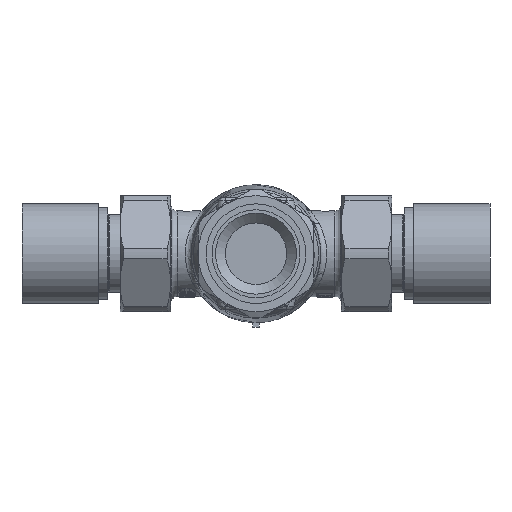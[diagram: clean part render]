
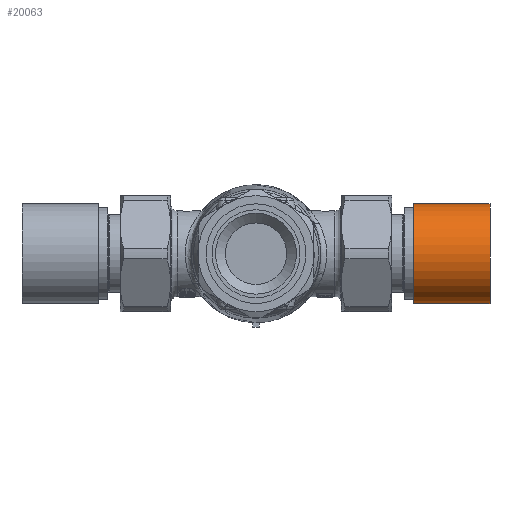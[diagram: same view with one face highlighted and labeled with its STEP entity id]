
A CAD part, front view. The second image highlights one B-rep face of the part: STEP entity #20063.
In plain terms, the highlighted cylindrical face has radius 16.256 mm (diameter 32.512 mm), a full revolution.
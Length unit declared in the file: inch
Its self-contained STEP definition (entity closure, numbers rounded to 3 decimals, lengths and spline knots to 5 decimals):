
#2439=FACE_OUTER_BOUND('',#3744,.T.);
#3744=EDGE_LOOP('',(#16872,#16873,#16874,#16875));
#4860=CIRCLE('',#22081,0.64);
#4861=CIRCLE('',#22082,0.64);
#5707=LINE('',#73817,#6515);
#6515=VECTOR('',#26832,0.64);
#8669=VERTEX_POINT('',#73814);
#8670=VERTEX_POINT('',#73816);
#11417=EDGE_CURVE('',#8669,#8669,#4860,.T.);
#11418=EDGE_CURVE('',#8669,#8670,#5707,.T.);
#11419=EDGE_CURVE('',#8670,#8670,#4861,.T.);
#16872=ORIENTED_EDGE('',*,*,#11417,.F.);
#16873=ORIENTED_EDGE('',*,*,#11418,.T.);
#16874=ORIENTED_EDGE('',*,*,#11419,.F.);
#16875=ORIENTED_EDGE('',*,*,#11418,.F.);
#17571=CYLINDRICAL_SURFACE('',#22080,0.64);
#20063=ADVANCED_FACE('',(#2439),#17571,.T.);
#22080=AXIS2_PLACEMENT_3D('',#73813,#26828,#26829);
#22081=AXIS2_PLACEMENT_3D('',#73815,#26830,#26831);
#22082=AXIS2_PLACEMENT_3D('',#73818,#26833,#26834);
#26828=DIRECTION('center_axis',(-1.,0.,0.));
#26829=DIRECTION('ref_axis',(0.,0.,-1.));
#26830=DIRECTION('center_axis',(-1.,0.,0.));
#26831=DIRECTION('ref_axis',(0.,0.,-1.));
#26832=DIRECTION('',(1.,0.,0.));
#26833=DIRECTION('center_axis',(1.,0.,0.));
#26834=DIRECTION('ref_axis',(0.,0.,-1.));
#73813=CARTESIAN_POINT('Origin',(3.00701,0.,0.));
#73814=CARTESIAN_POINT('',(2.02701,0.,0.64));
#73815=CARTESIAN_POINT('Origin',(2.02701,0.,0.));
#73816=CARTESIAN_POINT('',(3.00701,0.,0.64));
#73817=CARTESIAN_POINT('',(3.00701,0.,0.64));
#73818=CARTESIAN_POINT('Origin',(3.00701,0.,0.));
